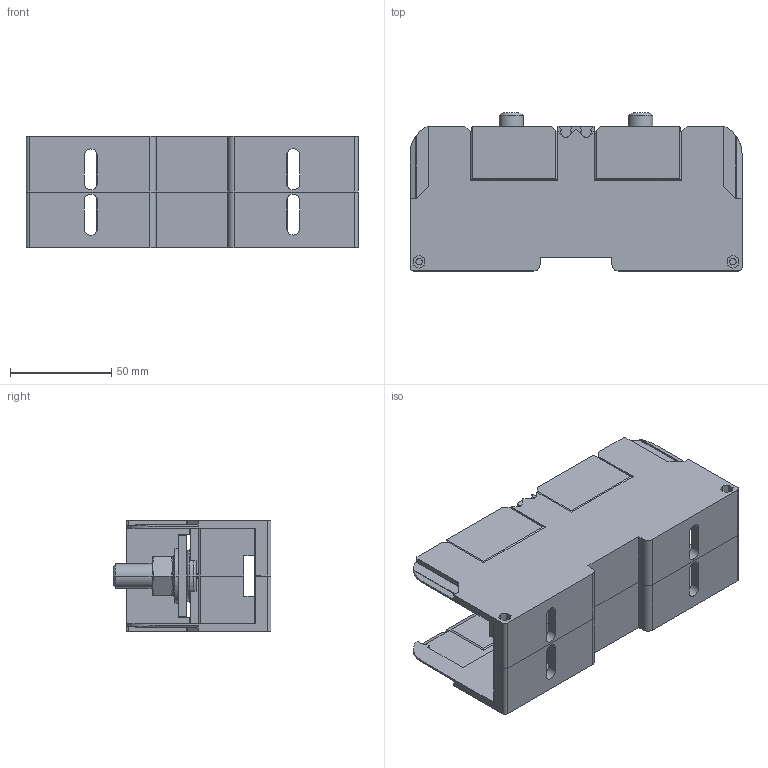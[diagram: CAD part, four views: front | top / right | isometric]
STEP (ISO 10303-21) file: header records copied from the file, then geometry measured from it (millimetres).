
FILE_DESCRIPTION((''),'2;1');
FILE_NAME('HSKG1850_STEP_ASM','2013-10-25T',('Martin Stollburges'),(''),'PRO/ENGINEER BY PARAMETRIC TECHNOLOGY CORPORATION, 2013130','PRO/ENGINEER BY PARAMETRIC TECHNOLOGY CORPORATION, 2013130','');
FILE_SCHEMA(('CONFIG_CONTROL_DESIGN'));
Length unit declared in the file: millimetre
Products named in the file (6): HSK1850_3000_SKEL; HSKG1850_STS; SM120X365_RI; COMBY_M12-C; HSKG1850_3000_ISO_STEP; HSKG1850_STEP_ASM
Assembly tree (8 placements, depth 2):
  HSKG1850_STEP_ASM
    HSK1850_3000_SKEL
    HSKG1850_STS
    SM120X365_RI  x2
    COMBY_M12-C  x2
    HSKG1850_3000_ISO_STEP  x2
Bounding box: 164 x 78 x 55 mm (x, y, z)
Volume: 276818 mm3; surface area: 98563.8 mm2
Topology: 9 solids, 9 shells, 1340 faces, 3850 edges, 2536 vertices
Faces by surface type: plane 922, cylinder 280, cone 124, torus 14
Entity records: 22864 total; most frequent: CARTESIAN_POINT 5316, ORIENTED_EDGE 3874, DIRECTION 3333, EDGE_CURVE 1937, VECTOR 1303, LINE 1303, VERTEX_POINT 1276, AXIS2_PLACEMENT_3D 1015
